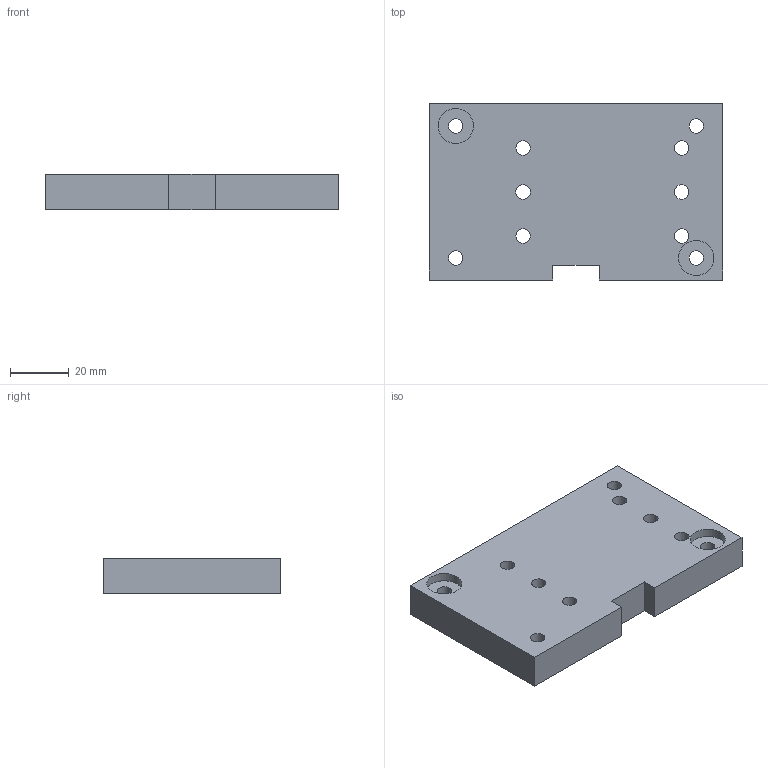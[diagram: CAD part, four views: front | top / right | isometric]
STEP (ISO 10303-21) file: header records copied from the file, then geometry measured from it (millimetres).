
FILE_DESCRIPTION(/* description */ ('Platte'),/* implementation_level */ '2;1');
FILE_NAME(/* name */ '00055608.stp',/* time_stamp */ '2023-08-24T16:01:21+02:00',/* author */ ('MD31'),/* organization */ (''),/* preprocessor_version */ 'ST-DEVELOPER v19.2',/* originating_system */ 'Autodesk Inventor 2023',/* authorisation */ '');
FILE_SCHEMA (('AUTOMOTIVE_DESIGN { 1 0 10303 214 3 1 1 }'));
Length unit declared in the file: millimetre
Products named in the file (1): 00055608
Bounding box: 100 x 60 x 12 mm (x, y, z)
Volume: 67616.6 mm3; surface area: 17544.6 mm2
Topology: 1 solids, 1 shells, 28 faces, 66 edges, 44 vertices
Faces by surface type: cylinder 14, plane 14
Full cylindrical faces by diameter (mm): 4.917 x8, 5 x2, 12 x4
Entity records: 901 total; most frequent: DIRECTION 152, CARTESIAN_POINT 139, ORIENTED_EDGE 132, EDGE_CURVE 66, AXIS2_PLACEMENT_3D 57, EDGE_LOOP 52, VERTEX_POINT 44, LINE 38
